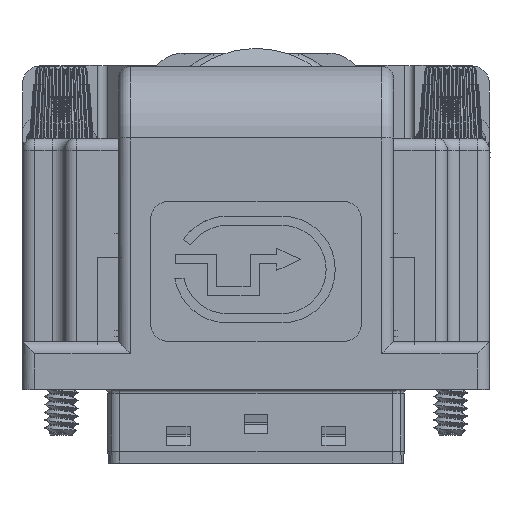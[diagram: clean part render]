
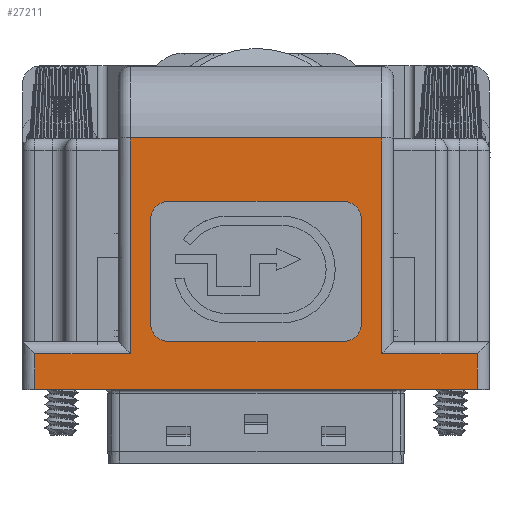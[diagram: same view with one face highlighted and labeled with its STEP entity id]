
A CAD part, top view. The second image highlights one B-rep face of the part: STEP entity #27211.
In plain terms, the highlighted face is planar.
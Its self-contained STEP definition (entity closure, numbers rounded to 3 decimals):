
#27211 = ADVANCED_FACE ( 'NONE', ( #54022, #54027 ), #60306, .F. ) ;
#39033 = EDGE_CURVE ( 'NONE', #91818, #91827, #75997, .T. ) ;
#39036 = EDGE_CURVE ( 'NONE', #91827, #91789, #76002, .T. ) ;
#39038 = EDGE_CURVE ( 'NONE', #91789, #91791, #75995, .T. ) ;
#39040 = EDGE_CURVE ( 'NONE', #91791, #91793, #76006, .T. ) ;
#39042 = EDGE_CURVE ( 'NONE', #91793, #91795, #76008, .T. ) ;
#39044 = EDGE_CURVE ( 'NONE', #91795, #91797, #76011, .T. ) ;
#39046 = EDGE_CURVE ( 'NONE', #91797, #91799, #76013, .T. ) ;
#39048 = EDGE_CURVE ( 'NONE', #91799, #91818, #76016, .T. ) ;
#39051 = EDGE_CURVE ( 'NONE', #91816, #91800, #76018, .T. ) ;
#39053 = EDGE_CURVE ( 'NONE', #91800, #91804, #75983, .T. ) ;
#39055 = EDGE_CURVE ( 'NONE', #91804, #91806, #76025, .T. ) ;
#39057 = EDGE_CURVE ( 'NONE', #91806, #91771, #76029, .T. ) ;
#39059 = EDGE_CURVE ( 'NONE', #91771, #91774, #76032, .T. ) ;
#39061 = EDGE_CURVE ( 'NONE', #91774, #91776, #76036, .T. ) ;
#39063 = EDGE_CURVE ( 'NONE', #91776, #91778, #76039, .T. ) ;
#39066 = EDGE_CURVE ( 'NONE', #91778, #91816, #76042, .T. ) ;
#39768 = EDGE_LOOP ( 'NONE', ( #73931, #73933, #73935, #73937, #73939, #73941, #73943, #73945 ) ) ;
#39791 = EDGE_LOOP ( 'NONE', ( #73915, #73917, #73919, #73921, #73923, #73925, #73927, #73929 ) ) ;
#45432 = AXIS2_PLACEMENT_3D ( 'NONE', #60304, #60302, #60308 ) ;
#45580 = AXIS2_PLACEMENT_3D ( 'NONE', #76848, #76850, #76852 ) ;
#45582 = AXIS2_PLACEMENT_3D ( 'NONE', #76864, #76865, #76866 ) ;
#45583 = AXIS2_PLACEMENT_3D ( 'NONE', #76876, #76877, #76878 ) ;
#45586 = AXIS2_PLACEMENT_3D ( 'NONE', #76882, #76883, #76884 ) ;
#54022 = FACE_BOUND ( 'NONE', #39791, .T. ) ;
#54027 = FACE_OUTER_BOUND ( 'NONE', #39768, .T. ) ;
#60302 = DIRECTION ( 'NONE',  ( 0., 1., 0. ) ) ;
#60304 = CARTESIAN_POINT ( 'NONE',  ( 19.5, -7.8, 27. ) ) ;
#60306 = PLANE ( 'NONE',  #45432 ) ;
#60308 = DIRECTION ( 'NONE',  ( -1., 0., 0. ) ) ;
#66985 = CARTESIAN_POINT ( 'NONE',  ( -18.484, -7.8, 2.984 ) ) ;
#66986 = CARTESIAN_POINT ( 'NONE',  ( -18.484, -7.8, 0. ) ) ;
#66987 = CARTESIAN_POINT ( 'NONE',  ( 18.484, -7.8, 0. ) ) ;
#66988 = CARTESIAN_POINT ( 'NONE',  ( 18.484, -7.8, 2.984 ) ) ;
#66993 = CARTESIAN_POINT ( 'NONE',  ( -8.8, -7.8, 14.2 ) ) ;
#66994 = CARTESIAN_POINT ( 'NONE',  ( -7.3, -7.8, 15.7 ) ) ;
#66995 = CARTESIAN_POINT ( 'NONE',  ( 7.3, -7.8, 15.7 ) ) ;
#66996 = CARTESIAN_POINT ( 'NONE',  ( 8.8, -7.8, 14.2 ) ) ;
#66997 = CARTESIAN_POINT ( 'NONE',  ( 8.8, -7.8, 5.5 ) ) ;
#66998 = CARTESIAN_POINT ( 'NONE',  ( 7.3, -7.8, 4. ) ) ;
#66999 = CARTESIAN_POINT ( 'NONE',  ( 10.484, -7.8, 21. ) ) ;
#67001 = CARTESIAN_POINT ( 'NONE',  ( -10.484, -7.8, 21. ) ) ;
#67002 = CARTESIAN_POINT ( 'NONE',  ( -10.484, -7.8, 2.984 ) ) ;
#67008 = CARTESIAN_POINT ( 'NONE',  ( 10.484, -7.8, 2.984 ) ) ;
#67009 = CARTESIAN_POINT ( 'NONE',  ( -7.3, -7.8, 4. ) ) ;
#67015 = CARTESIAN_POINT ( 'NONE',  ( -8.8, -7.8, 5.5 ) ) ;
#73915 = ORIENTED_EDGE ( 'NONE', *, *, #39033, .T. ) ;
#73917 = ORIENTED_EDGE ( 'NONE', *, *, #39036, .T. ) ;
#73919 = ORIENTED_EDGE ( 'NONE', *, *, #39038, .T. ) ;
#73921 = ORIENTED_EDGE ( 'NONE', *, *, #39040, .T. ) ;
#73923 = ORIENTED_EDGE ( 'NONE', *, *, #39042, .T. ) ;
#73925 = ORIENTED_EDGE ( 'NONE', *, *, #39044, .T. ) ;
#73927 = ORIENTED_EDGE ( 'NONE', *, *, #39046, .T. ) ;
#73929 = ORIENTED_EDGE ( 'NONE', *, *, #39048, .T. ) ;
#73931 = ORIENTED_EDGE ( 'NONE', *, *, #39051, .T. ) ;
#73933 = ORIENTED_EDGE ( 'NONE', *, *, #39053, .T. ) ;
#73935 = ORIENTED_EDGE ( 'NONE', *, *, #39055, .T. ) ;
#73937 = ORIENTED_EDGE ( 'NONE', *, *, #39057, .T. ) ;
#73939 = ORIENTED_EDGE ( 'NONE', *, *, #39059, .T. ) ;
#73941 = ORIENTED_EDGE ( 'NONE', *, *, #39061, .T. ) ;
#73943 = ORIENTED_EDGE ( 'NONE', *, *, #39063, .T. ) ;
#73945 = ORIENTED_EDGE ( 'NONE', *, *, #39066, .T. ) ;
#75983 = LINE ( 'NONE', #76881, #76027 ) ;
#75995 = CIRCLE ( 'NONE', #45582, 1.5 ) ;
#75997 = CIRCLE ( 'NONE', #45580, 1.5 ) ;
#76002 = LINE ( 'NONE', #76846, #76004 ) ;
#76004 = VECTOR ( 'NONE', #76806, 1000. ) ;
#76006 = LINE ( 'NONE', #76857, #76009 ) ;
#76008 = CIRCLE ( 'NONE', #45583, 1.5 ) ;
#76009 = VECTOR ( 'NONE', #76842, 1000. ) ;
#76011 = LINE ( 'NONE', #76870, #76015 ) ;
#76013 = CIRCLE ( 'NONE', #45586, 1.5 ) ;
#76015 = VECTOR ( 'NONE', #76862, 1000. ) ;
#76016 = LINE ( 'NONE', #76879, #76020 ) ;
#76018 = LINE ( 'NONE', #76885, #76023 ) ;
#76020 = VECTOR ( 'NONE', #76874, 1000. ) ;
#76023 = VECTOR ( 'NONE', #76887, 1000. ) ;
#76025 = LINE ( 'NONE', #76889, #76030 ) ;
#76027 = VECTOR ( 'NONE', #76888, 1000. ) ;
#76029 = LINE ( 'NONE', #76891, #76033 ) ;
#76030 = VECTOR ( 'NONE', #76890, 1000. ) ;
#76032 = LINE ( 'NONE', #76893, #76037 ) ;
#76033 = VECTOR ( 'NONE', #76892, 1000. ) ;
#76036 = LINE ( 'NONE', #76895, #76040 ) ;
#76037 = VECTOR ( 'NONE', #76894, 1000. ) ;
#76039 = LINE ( 'NONE', #76898, #76043 ) ;
#76040 = VECTOR ( 'NONE', #76896, 1000. ) ;
#76042 = LINE ( 'NONE', #76900, #76048 ) ;
#76043 = VECTOR ( 'NONE', #76899, 1000. ) ;
#76048 = VECTOR ( 'NONE', #76901, 1000. ) ;
#76806 = DIRECTION ( 'NONE',  ( 0., 0., 1. ) ) ;
#76842 = DIRECTION ( 'NONE',  ( 1., 0., 0. ) ) ;
#76846 = CARTESIAN_POINT ( 'NONE',  ( -8.8, -7.8, 14.2 ) ) ;
#76848 = CARTESIAN_POINT ( 'NONE',  ( -7.3, -7.8, 5.5 ) ) ;
#76850 = DIRECTION ( 'NONE',  ( 0., 1., 0. ) ) ;
#76852 = DIRECTION ( 'NONE',  ( 1., 0., 0. ) ) ;
#76857 = CARTESIAN_POINT ( 'NONE',  ( -7.3, -7.8, 15.7 ) ) ;
#76862 = DIRECTION ( 'NONE',  ( 0., 0., -1. ) ) ;
#76864 = CARTESIAN_POINT ( 'NONE',  ( -7.3, -7.8, 14.2 ) ) ;
#76865 = DIRECTION ( 'NONE',  ( 0., 1., 0. ) ) ;
#76866 = DIRECTION ( 'NONE',  ( 1., 0., 0. ) ) ;
#76870 = CARTESIAN_POINT ( 'NONE',  ( 8.8, -7.8, 14.2 ) ) ;
#76874 = DIRECTION ( 'NONE',  ( -1., 0., 0. ) ) ;
#76876 = CARTESIAN_POINT ( 'NONE',  ( 7.3, -7.8, 14.2 ) ) ;
#76877 = DIRECTION ( 'NONE',  ( 0., 1., 0. ) ) ;
#76878 = DIRECTION ( 'NONE',  ( -1., 0., 0. ) ) ;
#76879 = CARTESIAN_POINT ( 'NONE',  ( -7.3, -7.8, 4. ) ) ;
#76881 = CARTESIAN_POINT ( 'NONE',  ( 19.5, -7.8, 21. ) ) ;
#76882 = CARTESIAN_POINT ( 'NONE',  ( 7.3, -7.8, 5.5 ) ) ;
#76883 = DIRECTION ( 'NONE',  ( 0., 1., 0. ) ) ;
#76884 = DIRECTION ( 'NONE',  ( 1., 0., 0. ) ) ;
#76885 = CARTESIAN_POINT ( 'NONE',  ( 10.484, -7.8, 27. ) ) ;
#76887 = DIRECTION ( 'NONE',  ( 0., 0., 1. ) ) ;
#76888 = DIRECTION ( 'NONE',  ( -1., 0., 0. ) ) ;
#76889 = CARTESIAN_POINT ( 'NONE',  ( -10.484, -7.8, 27. ) ) ;
#76890 = DIRECTION ( 'NONE',  ( 0., 0., -1. ) ) ;
#76891 = CARTESIAN_POINT ( 'NONE',  ( 19.5, -7.8, 2.984 ) ) ;
#76892 = DIRECTION ( 'NONE',  ( -1., 0., 0. ) ) ;
#76893 = CARTESIAN_POINT ( 'NONE',  ( -18.484, -7.8, 27. ) ) ;
#76894 = DIRECTION ( 'NONE',  ( 0., 0., -1. ) ) ;
#76895 = CARTESIAN_POINT ( 'NONE',  ( 19.5, -7.8, 0. ) ) ;
#76896 = DIRECTION ( 'NONE',  ( 1., 0., 0. ) ) ;
#76898 = CARTESIAN_POINT ( 'NONE',  ( 18.484, -7.8, 27. ) ) ;
#76899 = DIRECTION ( 'NONE',  ( 0., 0., 1. ) ) ;
#76900 = CARTESIAN_POINT ( 'NONE',  ( 19.5, -7.8, 2.984 ) ) ;
#76901 = DIRECTION ( 'NONE',  ( -1., 0., 0. ) ) ;
#91771 = VERTEX_POINT ( 'NONE', #66985 ) ;
#91774 = VERTEX_POINT ( 'NONE', #66986 ) ;
#91776 = VERTEX_POINT ( 'NONE', #66987 ) ;
#91778 = VERTEX_POINT ( 'NONE', #66988 ) ;
#91789 = VERTEX_POINT ( 'NONE', #66993 ) ;
#91791 = VERTEX_POINT ( 'NONE', #66994 ) ;
#91793 = VERTEX_POINT ( 'NONE', #66995 ) ;
#91795 = VERTEX_POINT ( 'NONE', #66996 ) ;
#91797 = VERTEX_POINT ( 'NONE', #66997 ) ;
#91799 = VERTEX_POINT ( 'NONE', #66998 ) ;
#91800 = VERTEX_POINT ( 'NONE', #66999 ) ;
#91804 = VERTEX_POINT ( 'NONE', #67001 ) ;
#91806 = VERTEX_POINT ( 'NONE', #67002 ) ;
#91816 = VERTEX_POINT ( 'NONE', #67008 ) ;
#91818 = VERTEX_POINT ( 'NONE', #67009 ) ;
#91827 = VERTEX_POINT ( 'NONE', #67015 ) ;
